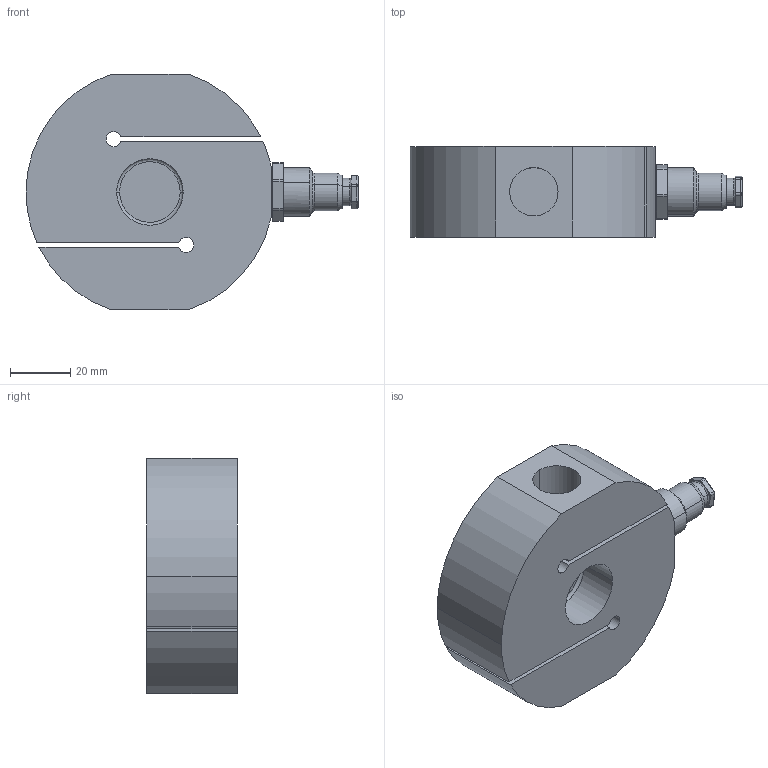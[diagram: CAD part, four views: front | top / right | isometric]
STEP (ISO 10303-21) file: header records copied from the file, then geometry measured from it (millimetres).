
FILE_DESCRIPTION (( 'STEP AP214' ), '1' );
FILE_NAME ('CTL1000.STEP', '2024-11-05T14:09:15', ( '' ), ( '' ), 'SwSTEP 2.0', 'SolidWorks 2021', '' );
FILE_SCHEMA (( 'AUTOMOTIVE_DESIGN' ));
Length unit declared in the file: inch
Products named in the file (1): CTL1000
Bounding box: 109.87 x 30 x 78 mm (x, y, z)
Volume: 134058.9 mm3; surface area: 29589.3 mm2
Topology: 2 solids, 2 shells, 102 faces, 242 edges, 153 vertices
Faces by surface type: cylinder 51, plane 32, bspline 17, cone 2
Entity records: 4039 total; most frequent: CARTESIAN_POINT 1623, DIRECTION 508, ORIENTED_EDGE 484, EDGE_CURVE 242, AXIS2_PLACEMENT_3D 198, VERTEX_POINT 153, EDGE_LOOP 115, LINE 112
